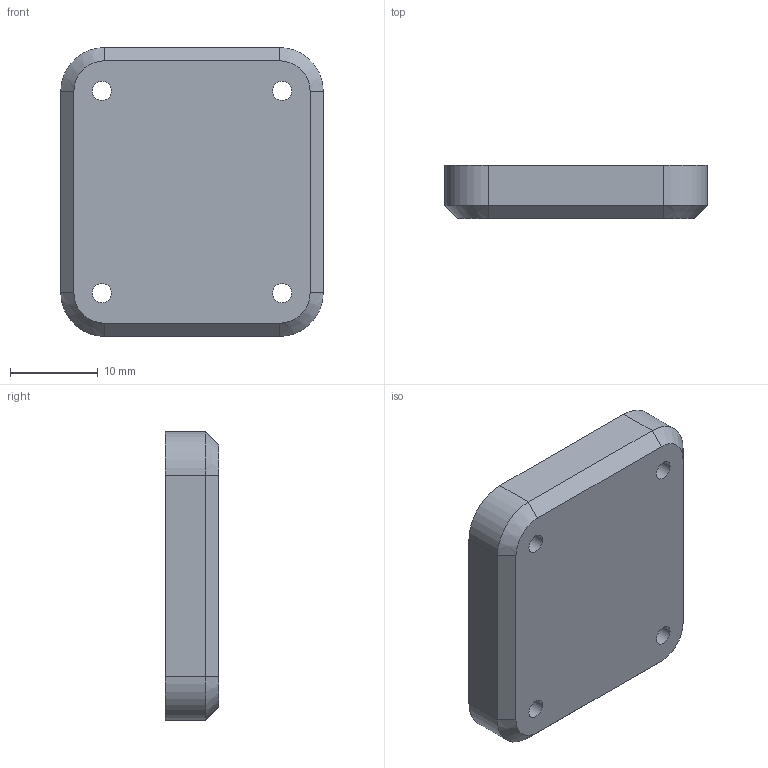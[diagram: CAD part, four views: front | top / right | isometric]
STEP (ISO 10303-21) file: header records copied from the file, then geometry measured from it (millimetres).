
FILE_DESCRIPTION(/* description */ (''),/* implementation_level */ '2;1');
FILE_NAME(/* name */ 'OBS-D-005 v2.step',/* time_stamp */ '2020-02-16T22:41:39+01:00',/* author */ (''),/* organization */ (''),/* preprocessor_version */ 'ST-DEVELOPER v18',/* originating_system */ 'Autodesk Translation Framework v8.12.0.6',/* authorisation */ '');
FILE_SCHEMA (('AUTOMOTIVE_DESIGN { 1 0 10303 214 3 1 1 }'));
Length unit declared in the file: millimetre
Products named in the file (1): OBS-D-005
Bounding box: 30 x 6.1 x 33 mm (x, y, z)
Volume: 1705.3 mm3; surface area: 3170.9 mm2
Topology: 1 solids, 1 shells, 55 faces, 148 edges, 96 vertices
Faces by surface type: plane 27, cylinder 24, cone 4
Full cylindrical faces by diameter (mm): 2.2 x4
Entity records: 1779 total; most frequent: DIRECTION 312, CARTESIAN_POINT 300, ORIENTED_EDGE 296, EDGE_CURVE 148, AXIS2_PLACEMENT_3D 108, LINE 96, VECTOR 96, VERTEX_POINT 96
